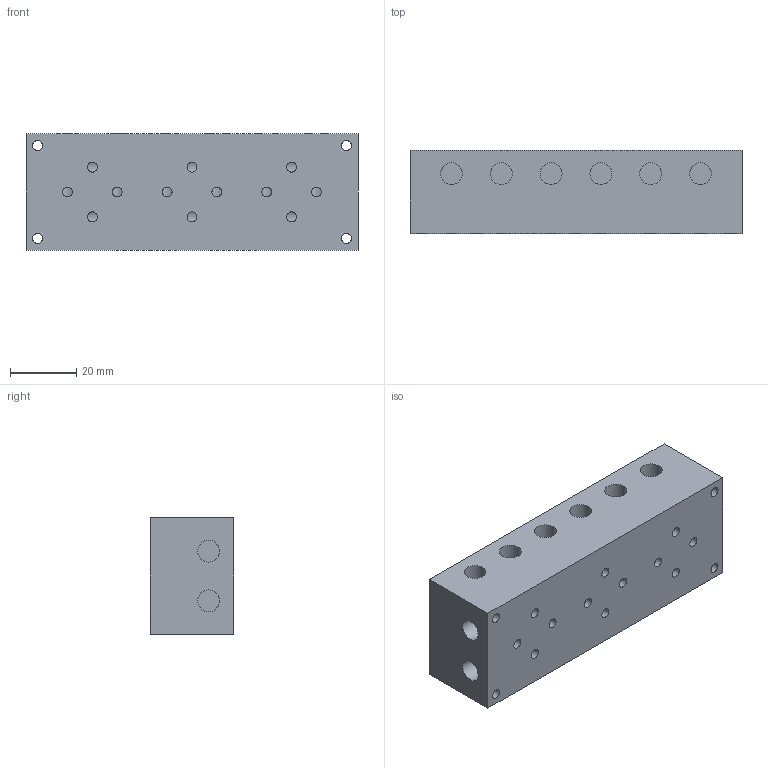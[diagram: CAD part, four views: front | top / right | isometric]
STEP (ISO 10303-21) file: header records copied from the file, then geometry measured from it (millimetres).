
FILE_DESCRIPTION(('FreeCAD Model'),'2;1');
FILE_NAME( 'hydrauliquepart1.step', '2019-04-22T17:42:55',('Author'),(''), 'Open CASCADE STEP processor 7.2','FreeCAD','Unknown');
FILE_SCHEMA(('AUTOMOTIVE_DESIGN { 1 0 10303 214 1 1 1 1 }'));
Length unit declared in the file: millimetre
Products named in the file (1): Pocket008
Bounding box: 100 x 25 x 35 mm (x, y, z)
Volume: 75549.4 mm3; surface area: 21876.8 mm2
Topology: 1 solids, 1 shells, 38 faces, 96 edges, 62 vertices
Faces by surface type: cylinder 24, plane 14
Full cylindrical faces by diameter (mm): 3 x16, 6.6 x8
Entity records: 5769 total; most frequent: CARTESIAN_POINT 3815, DIRECTION 338, ORIENTED_EDGE 192, PCURVE 192, DEFINITIONAL_REPRESENTATION 192, LINE 162, VECTOR 162, EDGE_CURVE 96
